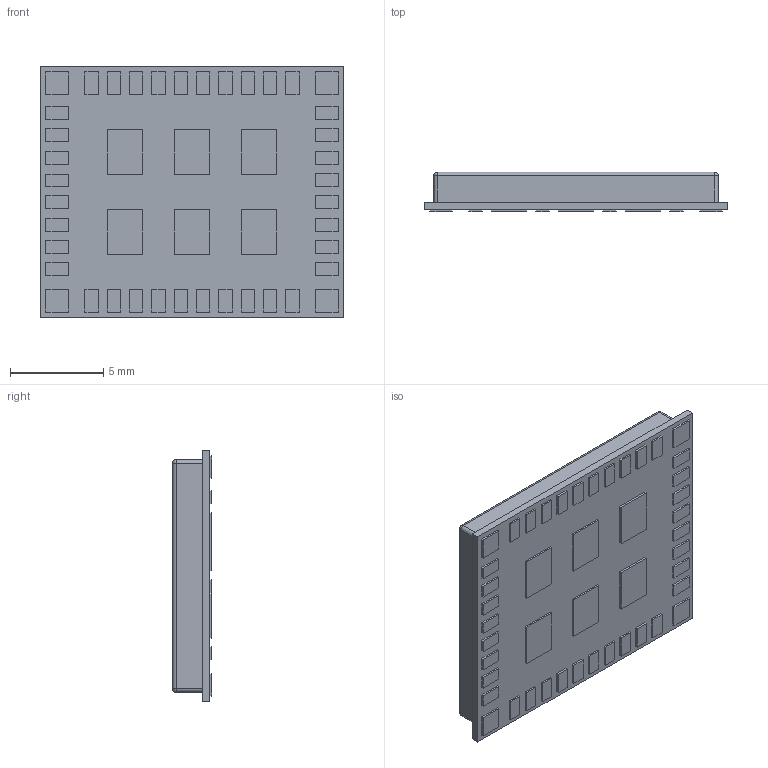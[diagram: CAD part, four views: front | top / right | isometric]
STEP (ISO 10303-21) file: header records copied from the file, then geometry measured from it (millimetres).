
FILE_DESCRIPTION (( 'STEP AP214' ), '1' );
FILE_NAME ('TI CC3000MOD.STEP', '2016-11-08T16:38:32', ( '' ), ( '' ), 'SwSTEP 2.0', 'SolidWorks 2016', '' );
FILE_SCHEMA (( 'AUTOMOTIVE_DESIGN' ));
Length unit declared in the file: millimetre
Products named in the file (1): TI CC3000MOD
Bounding box: 16.3 x 2.1 x 13.5 mm (x, y, z)
Volume: 399.1 mm3; surface area: 580.7 mm2
Topology: 1 solids, 1 shells, 1177 faces, 3271 edges, 2174 vertices
Faces by surface type: plane 936, cylinder 163, bspline 74, sphere 4
Entity records: 44757 total; most frequent: CARTESIAN_POINT 12133, ORIENTED_EDGE 6534, DIRECTION 5653, EDGE_CURVE 3267, LINE 2793, VECTOR 2793, VERTEX_POINT 2174, AXIS2_PLACEMENT_3D 1430
